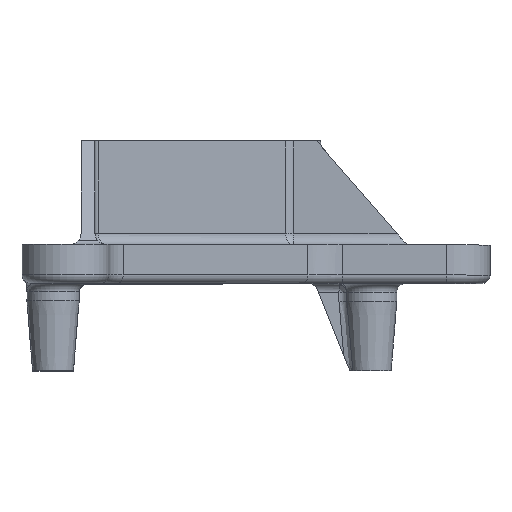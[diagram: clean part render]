
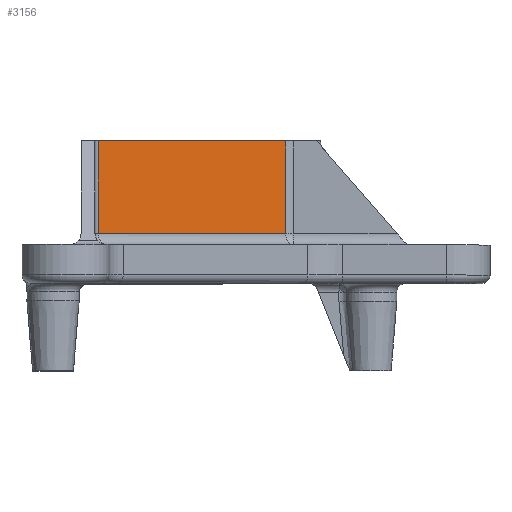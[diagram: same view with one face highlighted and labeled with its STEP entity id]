
A CAD part, top view. The second image highlights one B-rep face of the part: STEP entity #3156.
In plain terms, the highlighted planar face has unit normal (0.707, 0, 0.707).
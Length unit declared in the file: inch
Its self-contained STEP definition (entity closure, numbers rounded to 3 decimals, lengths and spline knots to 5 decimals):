
#124=PLANE('',#3418);
#203=LINE('',#5124,#410);
#233=LINE('',#5223,#440);
#234=LINE('',#5227,#441);
#235=LINE('',#5228,#442);
#410=VECTOR('',#3854,0.3937);
#440=VECTOR('',#3948,0.3937);
#441=VECTOR('',#3953,0.3937);
#442=VECTOR('',#3954,0.3937);
#707=FACE_OUTER_BOUND('',#902,.T.);
#902=EDGE_LOOP('',(#2305,#2306,#2307,#2308));
#1378=VERTEX_POINT('',#5118);
#1380=VERTEX_POINT('',#5122);
#1403=VERTEX_POINT('',#5222);
#1404=VERTEX_POINT('',#5226);
#1704=EDGE_CURVE('',#1380,#1378,#203,.T.);
#1747=EDGE_CURVE('',#1378,#1403,#233,.T.);
#1749=EDGE_CURVE('',#1404,#1380,#234,.T.);
#1750=EDGE_CURVE('',#1403,#1404,#235,.T.);
#2305=ORIENTED_EDGE('',*,*,#1704,.F.);
#2306=ORIENTED_EDGE('',*,*,#1749,.F.);
#2307=ORIENTED_EDGE('',*,*,#1750,.F.);
#2308=ORIENTED_EDGE('',*,*,#1747,.F.);
#3156=ADVANCED_FACE('',(#707),#124,.T.);
#3418=AXIS2_PLACEMENT_3D('',#5225,#3951,#3952);
#3854=DIRECTION('',(-0.707,0.,0.707));
#3948=DIRECTION('',(0.,1.,0.));
#3951=DIRECTION('center_axis',(0.707,0.,0.707));
#3952=DIRECTION('ref_axis',(0.707,0.,-0.707));
#3953=DIRECTION('',(0.,-1.,0.));
#3954=DIRECTION('',(0.707,0.,-0.707));
#5118=CARTESIAN_POINT('',(0.23593,0.233,1.63083));
#5122=CARTESIAN_POINT('',(1.58083,0.233,0.28593));
#5124=CARTESIAN_POINT('',(0.91494,0.233,0.95182));
#5222=CARTESIAN_POINT('',(0.23593,0.9,1.63083));
#5223=CARTESIAN_POINT('',(0.23593,0.15,1.63083));
#5225=CARTESIAN_POINT('Origin',(0.2125,0.15,1.65426));
#5226=CARTESIAN_POINT('',(1.58083,0.9,0.28593));
#5227=CARTESIAN_POINT('',(1.58083,0.15,0.28593));
#5228=CARTESIAN_POINT('',(0.20089,0.9,1.66587));
